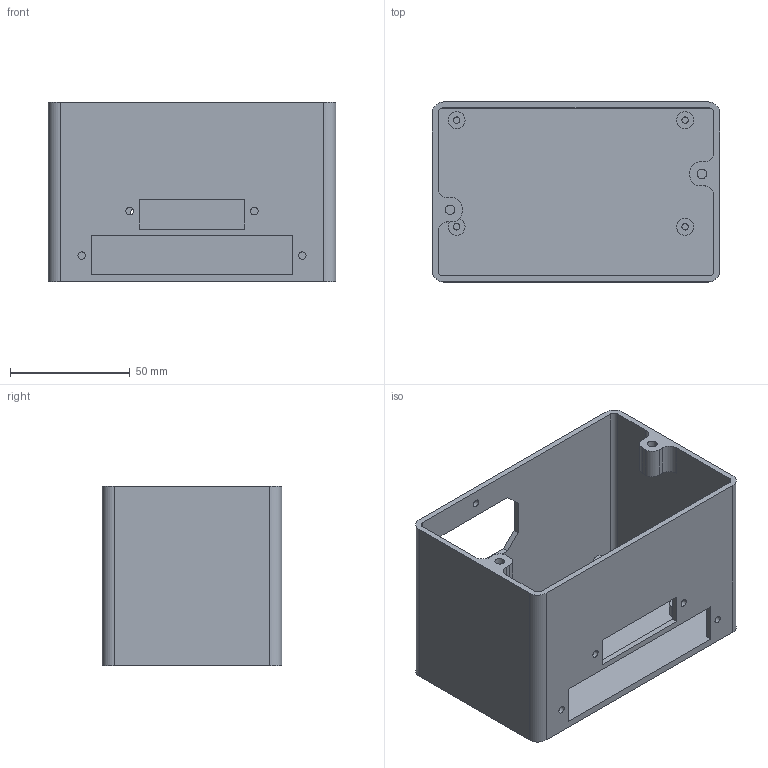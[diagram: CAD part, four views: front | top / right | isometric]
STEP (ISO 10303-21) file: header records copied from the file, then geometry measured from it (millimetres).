
FILE_DESCRIPTION(/* description */ (''),/* implementation_level */ '2;1');
FILE_NAME(/* name */ 'power_supply.step',/* time_stamp */ '2021-11-13T00:29:44+01:00',/* author */ (''),/* organization */ (''),/* preprocessor_version */ 'ST-DEVELOPER v18.1',/* originating_system */ 'Autodesk Translation Framework v10.10.0.1391',/* authorisation */ '');
FILE_SCHEMA (('AUTOMOTIVE_DESIGN { 1 0 10303 214 3 1 1 }'));
Length unit declared in the file: millimetre
Products named in the file (1): Power supply
Bounding box: 120 x 75 x 75 mm (x, y, z)
Volume: 88830.9 mm3; surface area: 69366.2 mm2
Topology: 1 solids, 1 shells, 72 faces, 186 edges, 124 vertices
Faces by surface type: plane 40, cylinder 32
Full cylindrical faces by diameter (mm): 2.7 x4, 3.1 x4, 3.2 x2, 4 x2, 7 x4
Entity records: 2291 total; most frequent: DIRECTION 396, CARTESIAN_POINT 383, ORIENTED_EDGE 372, EDGE_CURVE 186, AXIS2_PLACEMENT_3D 137, VERTEX_POINT 124, LINE 122, VECTOR 122
